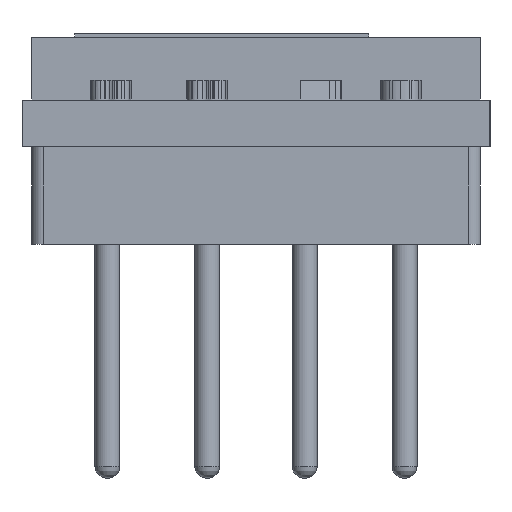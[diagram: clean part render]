
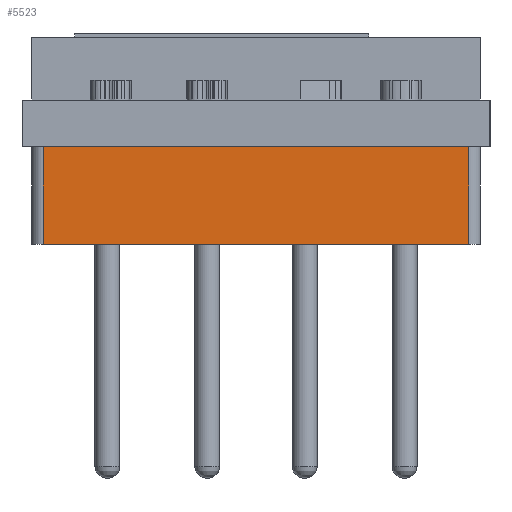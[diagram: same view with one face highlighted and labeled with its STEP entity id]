
A CAD part, left-side view. The second image highlights one B-rep face of the part: STEP entity #5523.
In plain terms, the highlighted planar face has unit normal (-1, 0, 0).
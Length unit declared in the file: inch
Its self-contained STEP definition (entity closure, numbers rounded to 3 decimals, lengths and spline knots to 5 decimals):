
#922=FACE_OUTER_BOUND('',#1239,.T.);
#1239=EDGE_LOOP('',(#5046,#5047,#5048,#5049));
#1660=LINE('',#11099,#2087);
#1676=LINE('',#11136,#2103);
#1677=LINE('',#11138,#2104);
#1678=LINE('',#11139,#2105);
#2087=VECTOR('',#6256,0.42913);
#2103=VECTOR('',#6300,0.09843);
#2104=VECTOR('',#6301,0.42913);
#2105=VECTOR('',#6302,0.09843);
#2639=VERTEX_POINT('',#11096);
#2640=VERTEX_POINT('',#11098);
#2647=VERTEX_POINT('',#11135);
#2648=VERTEX_POINT('',#11137);
#3436=EDGE_CURVE('',#2640,#2639,#1660,.T.);
#3454=EDGE_CURVE('',#2639,#2647,#1676,.F.);
#3455=EDGE_CURVE('',#2648,#2647,#1677,.T.);
#3456=EDGE_CURVE('',#2648,#2640,#1678,.T.);
#5046=ORIENTED_EDGE('',*,*,#3436,.T.);
#5047=ORIENTED_EDGE('',*,*,#3454,.T.);
#5048=ORIENTED_EDGE('',*,*,#3455,.F.);
#5049=ORIENTED_EDGE('',*,*,#3456,.T.);
#5236=PLANE('',#5655);
#5523=ADVANCED_FACE('',(#922),#5236,.F.);
#5655=AXIS2_PLACEMENT_3D('',#11134,#6298,#6299);
#6256=DIRECTION('',(0.,1.,0.));
#6298=DIRECTION('center_axis',(1.,0.,0.));
#6299=DIRECTION('ref_axis',(0.,0.,-1.));
#6300=DIRECTION('',(0.,0.,1.));
#6301=DIRECTION('',(0.,1.,0.));
#6302=DIRECTION('',(0.,0.,1.));
#11096=CARTESIAN_POINT('',(-0.74409,0.21457,0.));
#11098=CARTESIAN_POINT('',(-0.74409,-0.21457,0.));
#11099=CARTESIAN_POINT('',(-0.74409,-0.21457,0.));
#11134=CARTESIAN_POINT('Origin',(-0.74409,-0.22638,
-0.09843));
#11135=CARTESIAN_POINT('',(-0.74409,0.21457,-0.09843));
#11136=CARTESIAN_POINT('',(-0.74409,0.21457,-0.09843));
#11137=CARTESIAN_POINT('',(-0.74409,-0.21457,-0.09843));
#11138=CARTESIAN_POINT('',(-0.74409,-0.21457,-0.09843));
#11139=CARTESIAN_POINT('',(-0.74409,-0.21457,-0.09843));
